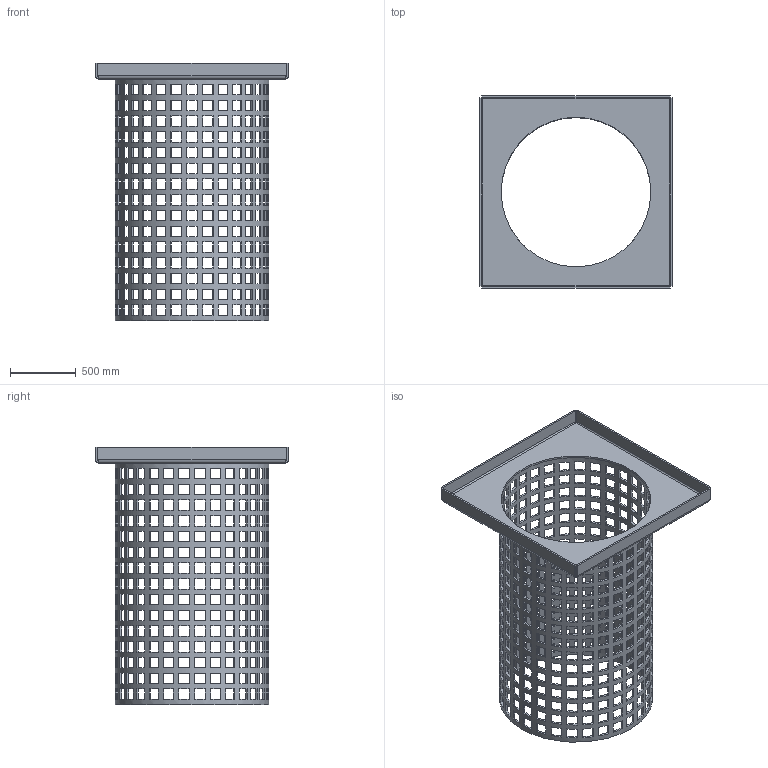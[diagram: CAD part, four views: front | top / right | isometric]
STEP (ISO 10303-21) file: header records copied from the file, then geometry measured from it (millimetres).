
FILE_DESCRIPTION(/* description */ (''),/* implementation_level */ '2;1');
FILE_NAME(/* name */ '16593.070X_3D.stp',/* time_stamp */ '2024-12-12T07:25:56+01:00',/* author */ ('CAD'),/* organization */ (''),/* preprocessor_version */ 'ST-DEVELOPER v20',/* originating_system */ 'AutoCAD Mechanical',/* authorisation */ '');
FILE_SCHEMA (('AUTOMOTIVE_DESIGN { 1 0 10303 214 3 1 1 }'));
Products named in the file (3): Product; S902888 Siebaufnahme; *S1
Assembly tree (2 placements, depth 2):
  Product
    S902888 Siebaufnahme
    *S1
Bounding box: 1470 x 1470 x 1960 mm (x, y, z)
Volume: 82390512.4 mm3; surface area: 13413572.5 mm2
Topology: 2 solids, 2 shells, 1851 faces, 5509 edges, 3662 vertices
Faces by surface type: plane 1840, cylinder 11
Full cylindrical faces by diameter (mm): 1140 x2, 1170 x1
Entity records: 64416 total; most frequent: DIRECTION 11043, CARTESIAN_POINT 11027, ORIENTED_EDGE 11018, EDGE_CURVE 5509, LINE 3687, VECTOR 3687, AXIS2_PLACEMENT_3D 3678, VERTEX_POINT 3662
